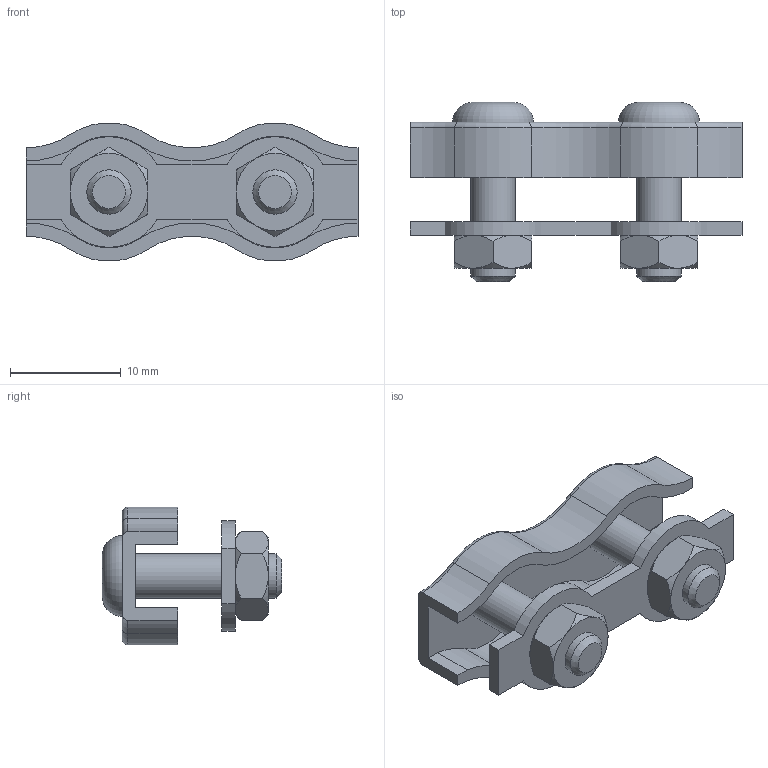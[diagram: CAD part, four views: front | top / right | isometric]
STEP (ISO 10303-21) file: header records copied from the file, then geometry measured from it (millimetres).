
FILE_DESCRIPTION (( 'STEP AP203' ), '1' );
FILE_NAME ('CLP1P-ZTVD-2 Çàæèì òðîñà äþïëåêñ 2ìì.STEP', '2016-03-03T12:48:41', ( '' ), ( '' ), 'SwSTEP 2.0', 'SolidWorks 2014', '' );
FILE_SCHEMA (( 'CONFIG_CONTROL_DESIGN' ));
Length unit declared in the file: millimetre
Products named in the file (1): CLP1P-ZTVD-2 Çàæèì òðîñà äþïëåêñ 2ìì
Bounding box: 30 x 16.2 x 12.46 mm (x, y, z)
Volume: 1502.2 mm3; surface area: 2069.9 mm2
Topology: 1 solids, 1 shells, 108 faces, 260 edges, 162 vertices
Faces by surface type: plane 40, cylinder 30, cone 26, torus 12
Full cylindrical faces by diameter (mm): 4 x4
Entity records: 3393 total; most frequent: CARTESIAN_POINT 827, DIRECTION 534, ORIENTED_EDGE 504, EDGE_CURVE 252, AXIS2_PLACEMENT_3D 221, VERTEX_POINT 162, EDGE_LOOP 126, FACE_OUTER_BOUND 114
